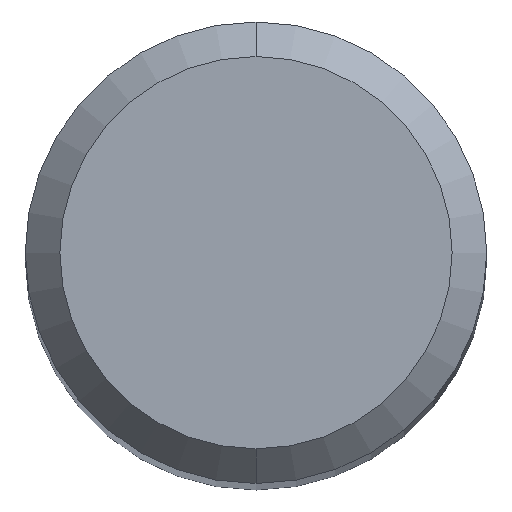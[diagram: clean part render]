
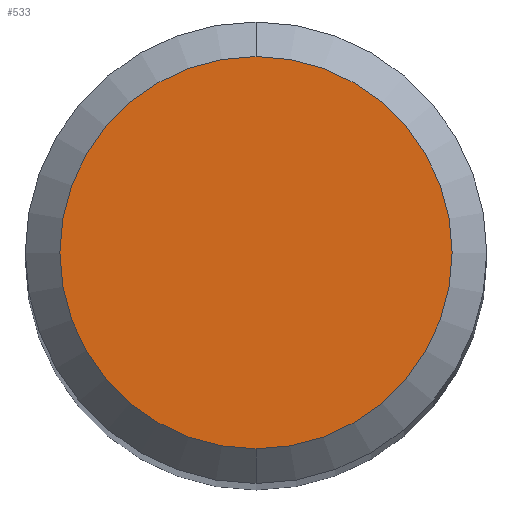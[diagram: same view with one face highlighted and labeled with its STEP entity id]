
A CAD part, top view. The second image highlights one B-rep face of the part: STEP entity #533.
In plain terms, the highlighted planar face has unit normal (0, 0, 1).
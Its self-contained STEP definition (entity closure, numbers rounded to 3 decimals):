
#533=ADVANCED_FACE('',(#1321),#1322,.T.);
#573=EDGE_CURVE('',#1113,#649,#1367,.T.);
#649=VERTEX_POINT('',#1453);
#1071=EDGE_CURVE('',#649,#1113,#1907,.T.);
#1113=VERTEX_POINT('',#1954);
#1321=FACE_OUTER_BOUND('',#2403,.T.);
#1322=PLANE('',#2404);
#1367=CIRCLE('',#2557,1.7);
#1453=CARTESIAN_POINT('',(0.,-1.7,0.0));
#1907=CIRCLE('',#4537,1.7);
#1954=CARTESIAN_POINT('',(0.0,1.7,0.0));
#2403=EDGE_LOOP('',(#5227,#5228));
#2404=AXIS2_PLACEMENT_3D('',#5229,#5230,#5231);
#2557=AXIS2_PLACEMENT_3D('',#5279,#5280,#5281);
#4537=AXIS2_PLACEMENT_3D('',#5838,#5839,#5840);
#5227=ORIENTED_EDGE('',*,*,#573,.F.);
#5228=ORIENTED_EDGE('',*,*,#1071,.F.);
#5229=CARTESIAN_POINT('',(0.0,0.85,0.0));
#5230=DIRECTION('',(-0.0,0.0,1.0));
#5231=DIRECTION('',(0.0,-1.0,0.0));
#5279=CARTESIAN_POINT('',(0.0,0.0,0.0));
#5280=DIRECTION('',(0.0,0.0,-1.0));
#5281=DIRECTION('',(0.0,1.0,0.0));
#5838=CARTESIAN_POINT('',(0.0,0.0,0.0));
#5839=DIRECTION('',(0.0,0.0,-1.0));
#5840=DIRECTION('',(0.0,1.0,0.0));
